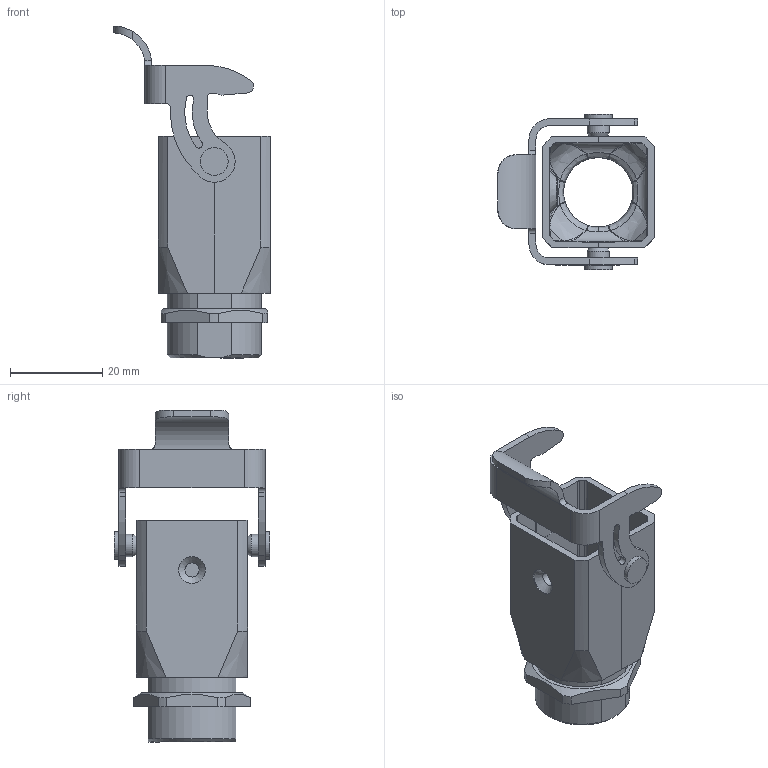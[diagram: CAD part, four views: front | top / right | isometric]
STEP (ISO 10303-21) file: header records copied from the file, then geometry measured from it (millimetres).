
FILE_DESCRIPTION(/* description */ (''),/* implementation_level */ '2;1');
FILE_NAME(/* name */ '100769047ugm000_a.stp',/* time_stamp */ '2019-03-25T16:22:48+01:00',/* author */ (''),/* organization */ (''),/* preprocessor_version */ 'ST-DEVELOPER v16.7',/* originating_system */ 'SIEMENS PLM Software NX 12.0',/* authorisation */ '');
FILE_SCHEMA (('AUTOMOTIVE_DESIGN { 1 0 10303 214 3 1 1 1 }'));
Length unit declared in the file: millimetre
Products named in the file (1): 100769047ugm000_a
Bounding box: 33.86 x 33.6 x 71.79 mm (x, y, z)
Volume: 8864.4 mm3; surface area: 11158 mm2
Topology: 3 solids, 3 shells, 311 faces, 817 edges, 533 vertices
Faces by surface type: plane 155, cylinder 76, bspline 63, cone 15, torus 2
Full cylindrical faces by diameter (mm): 0.7 x1, 0.981 x1, 2.05 x2, 3.05 x1, 4.5 x2, 4.8 x2, 5.8 x1, 6 x2, 15 x1, 20.4 x1
Entity records: 11954 total; most frequent: CARTESIAN_POINT 4080, ORIENTED_EDGE 1580, DIRECTION 1254, EDGE_CURVE 790, VERTEX_POINT 526, LINE 424, VECTOR 424, AXIS2_PLACEMENT_3D 415
